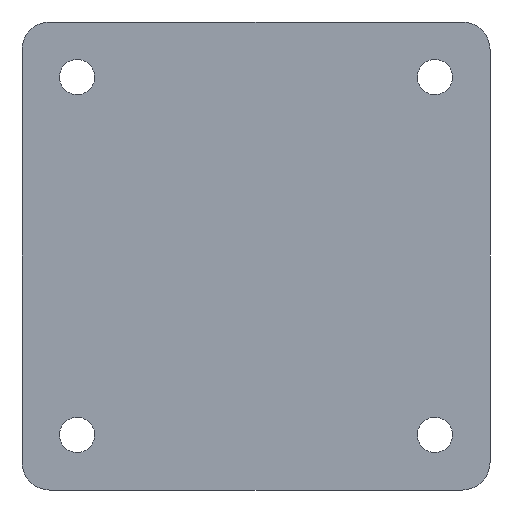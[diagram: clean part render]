
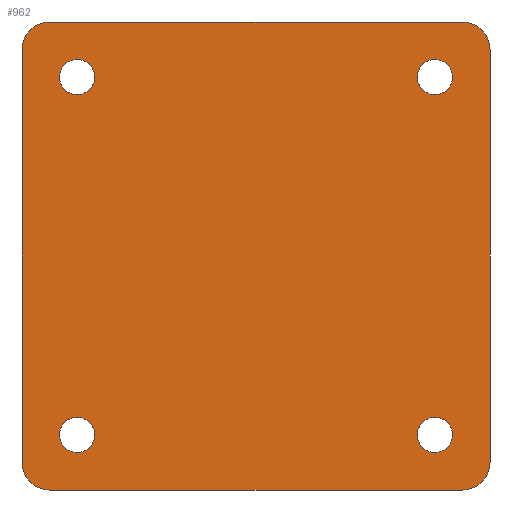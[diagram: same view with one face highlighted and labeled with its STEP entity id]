
A CAD part, front view. The second image highlights one B-rep face of the part: STEP entity #962.
In plain terms, the highlighted planar face has unit normal (0, -1, 0).
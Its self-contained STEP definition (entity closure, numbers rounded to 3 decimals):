
#6 = CIRCLE ( 'NONE', #1046, 6.4 ) ;
#7 = CIRCLE ( 'NONE', #446, 6.4 ) ;
#15 = CARTESIAN_POINT ( 'NONE',  ( -75., 0., 85. ) ) ;
#25 = AXIS2_PLACEMENT_3D ( 'NONE', #557, #850, #1064 ) ;
#38 = VERTEX_POINT ( 'NONE', #15 ) ;
#46 = FACE_BOUND ( 'NONE', #1123, .T. ) ;
#59 = CARTESIAN_POINT ( 'NONE',  ( -85., 0., -85. ) ) ;
#64 = CIRCLE ( 'NONE', #25, 6.4 ) ;
#73 = CARTESIAN_POINT ( 'NONE',  ( -65., 0., -65. ) ) ;
#90 = ORIENTED_EDGE ( 'NONE', *, *, #261, .F. ) ;
#91 = DIRECTION ( 'NONE',  ( 0., 0., 1. ) ) ;
#100 = VERTEX_POINT ( 'NONE', #349 ) ;
#110 = LINE ( 'NONE', #993, #1032 ) ;
#112 = VERTEX_POINT ( 'NONE', #653 ) ;
#115 = ORIENTED_EDGE ( 'NONE', *, *, #835, .F. ) ;
#152 = EDGE_LOOP ( 'NONE', ( #891, #915 ) ) ;
#156 = LINE ( 'NONE', #59, #670 ) ;
#165 = DIRECTION ( 'NONE',  ( 0., 0., 1. ) ) ;
#169 = DIRECTION ( 'NONE',  ( -1., 0., 0. ) ) ;
#186 = EDGE_CURVE ( 'NONE', #228, #298, #6, .T. ) ;
#199 = AXIS2_PLACEMENT_3D ( 'NONE', #626, #831, #218 ) ;
#205 = VERTEX_POINT ( 'NONE', #782 ) ;
#218 = DIRECTION ( 'NONE',  ( 0., 0., -1. ) ) ;
#221 = VECTOR ( 'NONE', #230, 1000. ) ;
#228 = VERTEX_POINT ( 'NONE', #1277 ) ;
#230 = DIRECTION ( 'NONE',  ( 1., 0., 0. ) ) ;
#238 = CARTESIAN_POINT ( 'NONE',  ( 75., 0., 85. ) ) ;
#243 = EDGE_CURVE ( 'NONE', #1005, #312, #267, .T. ) ;
#261 = EDGE_CURVE ( 'NONE', #205, #395, #311, .T. ) ;
#264 = AXIS2_PLACEMENT_3D ( 'NONE', #619, #1144, #1031 ) ;
#267 = CIRCLE ( 'NONE', #566, 6.4 ) ;
#277 = CARTESIAN_POINT ( 'NONE',  ( -65., 0., 65. ) ) ;
#288 = CIRCLE ( 'NONE', #1060, 6.4 ) ;
#291 = ORIENTED_EDGE ( 'NONE', *, *, #1248, .T. ) ;
#292 = AXIS2_PLACEMENT_3D ( 'NONE', #512, #825, #820 ) ;
#297 = CIRCLE ( 'NONE', #970, 6.4 ) ;
#298 = VERTEX_POINT ( 'NONE', #591 ) ;
#299 = ORIENTED_EDGE ( 'NONE', *, *, #186, .T. ) ;
#305 = AXIS2_PLACEMENT_3D ( 'NONE', #899, #1204, #697 ) ;
#307 = CARTESIAN_POINT ( 'NONE',  ( 65., 0., -65. ) ) ;
#311 = LINE ( 'NONE', #462, #674 ) ;
#312 = VERTEX_POINT ( 'NONE', #390 ) ;
#349 = CARTESIAN_POINT ( 'NONE',  ( 65., 0., -58.6 ) ) ;
#358 = EDGE_CURVE ( 'NONE', #100, #986, #288, .T. ) ;
#375 = CARTESIAN_POINT ( 'NONE',  ( 65., 0., -65. ) ) ;
#383 = ORIENTED_EDGE ( 'NONE', *, *, #1235, .T. ) ;
#386 = CARTESIAN_POINT ( 'NONE',  ( -85., 0., -75. ) ) ;
#390 = CARTESIAN_POINT ( 'NONE',  ( -65., 0., 58.6 ) ) ;
#395 = VERTEX_POINT ( 'NONE', #731 ) ;
#397 = CARTESIAN_POINT ( 'NONE',  ( 75., 0., -85. ) ) ;
#413 = DIRECTION ( 'NONE',  ( 0., 1., 0. ) ) ;
#427 = ORIENTED_EDGE ( 'NONE', *, *, #1140, .T. ) ;
#441 = VERTEX_POINT ( 'NONE', #238 ) ;
#446 = AXIS2_PLACEMENT_3D ( 'NONE', #1162, #953, #1275 ) ;
#447 = DIRECTION ( 'NONE',  ( 0., -1., 0. ) ) ;
#456 = LINE ( 'NONE', #1143, #221 ) ;
#462 = CARTESIAN_POINT ( 'NONE',  ( 85., 0., 85. ) ) ;
#471 = CIRCLE ( 'NONE', #292, 10. ) ;
#474 = EDGE_LOOP ( 'NONE', ( #877, #291 ) ) ;
#483 = EDGE_CURVE ( 'NONE', #38, #441, #456, .T. ) ;
#509 = DIRECTION ( 'NONE',  ( 0., -1., 0. ) ) ;
#511 = CARTESIAN_POINT ( 'NONE',  ( -85., 0., 75. ) ) ;
#512 = CARTESIAN_POINT ( 'NONE',  ( -75., 0., -75. ) ) ;
#533 = FACE_BOUND ( 'NONE', #152, .T. ) ;
#540 = EDGE_LOOP ( 'NONE', ( #892, #952 ) ) ;
#557 = CARTESIAN_POINT ( 'NONE',  ( -65., 0., 65. ) ) ;
#558 = EDGE_CURVE ( 'NONE', #312, #1005, #64, .T. ) ;
#563 = AXIS2_PLACEMENT_3D ( 'NONE', #1138, #509, #923 ) ;
#566 = AXIS2_PLACEMENT_3D ( 'NONE', #277, #985, #1098 ) ;
#569 = DIRECTION ( 'NONE',  ( 0., 0., -1. ) ) ;
#571 = DIRECTION ( 'NONE',  ( 0., 0., -1. ) ) ;
#580 = VERTEX_POINT ( 'NONE', #753 ) ;
#591 = CARTESIAN_POINT ( 'NONE',  ( -65., 0., -58.6 ) ) ;
#593 = DIRECTION ( 'NONE',  ( 0., 0., 1. ) ) ;
#600 = VERTEX_POINT ( 'NONE', #949 ) ;
#602 = EDGE_CURVE ( 'NONE', #112, #600, #7, .T. ) ;
#611 = CARTESIAN_POINT ( 'NONE',  ( -65., 0., 71.4 ) ) ;
#619 = CARTESIAN_POINT ( 'NONE',  ( 65., 0., 65. ) ) ;
#623 = ORIENTED_EDGE ( 'NONE', *, *, #672, .T. ) ;
#626 = CARTESIAN_POINT ( 'NONE',  ( 75., 0., 75. ) ) ;
#649 = ORIENTED_EDGE ( 'NONE', *, *, #483, .F. ) ;
#653 = CARTESIAN_POINT ( 'NONE',  ( 65., 0., 71.4 ) ) ;
#656 = AXIS2_PLACEMENT_3D ( 'NONE', #1070, #447, #569 ) ;
#670 = VECTOR ( 'NONE', #169, 1000. ) ;
#672 = EDGE_CURVE ( 'NONE', #38, #1278, #1055, .T. ) ;
#674 = VECTOR ( 'NONE', #571, 1000. ) ;
#697 = DIRECTION ( 'NONE',  ( 0., 0., -1. ) ) ;
#713 = FACE_OUTER_BOUND ( 'NONE', #1120, .T. ) ;
#731 = CARTESIAN_POINT ( 'NONE',  ( 85., 0., -75. ) ) ;
#753 = CARTESIAN_POINT ( 'NONE',  ( -75., 0., -85. ) ) ;
#782 = CARTESIAN_POINT ( 'NONE',  ( 85., 0., 75. ) ) ;
#791 = CARTESIAN_POINT ( 'NONE',  ( 65., 0., -71.4 ) ) ;
#794 = ORIENTED_EDGE ( 'NONE', *, *, #1173, .T. ) ;
#820 = DIRECTION ( 'NONE',  ( 0., 0., -1. ) ) ;
#825 = DIRECTION ( 'NONE',  ( 0., -1., 0. ) ) ;
#831 = DIRECTION ( 'NONE',  ( 0., -1., 0. ) ) ;
#835 = EDGE_CURVE ( 'NONE', #920, #580, #156, .T. ) ;
#841 = ORIENTED_EDGE ( 'NONE', *, *, #964, .T. ) ;
#850 = DIRECTION ( 'NONE',  ( 0., 1., 0. ) ) ;
#877 = ORIENTED_EDGE ( 'NONE', *, *, #602, .T. ) ;
#891 = ORIENTED_EDGE ( 'NONE', *, *, #243, .T. ) ;
#892 = ORIENTED_EDGE ( 'NONE', *, *, #358, .T. ) ;
#899 = CARTESIAN_POINT ( 'NONE',  ( 0., 0., 0. ) ) ;
#915 = ORIENTED_EDGE ( 'NONE', *, *, #558, .T. ) ;
#920 = VERTEX_POINT ( 'NONE', #397 ) ;
#923 = DIRECTION ( 'NONE',  ( 0., 0., -1. ) ) ;
#930 = CIRCLE ( 'NONE', #1200, 6.4 ) ;
#946 = CIRCLE ( 'NONE', #563, 10. ) ;
#949 = CARTESIAN_POINT ( 'NONE',  ( 65., 0., 58.6 ) ) ;
#952 = ORIENTED_EDGE ( 'NONE', *, *, #1241, .T. ) ;
#953 = DIRECTION ( 'NONE',  ( 0., 1., 0. ) ) ;
#962 = ADVANCED_FACE ( 'NONE', ( #1051, #46, #1101, #533, #713 ), #1210, .T. ) ;
#963 = CIRCLE ( 'NONE', #199, 10. ) ;
#964 = EDGE_CURVE ( 'NONE', #298, #228, #297, .T. ) ;
#965 = DIRECTION ( 'NONE',  ( 0., 0., 1. ) ) ;
#970 = AXIS2_PLACEMENT_3D ( 'NONE', #1312, #1006, #91 ) ;
#985 = DIRECTION ( 'NONE',  ( 0., 1., 0. ) ) ;
#986 = VERTEX_POINT ( 'NONE', #791 ) ;
#993 = CARTESIAN_POINT ( 'NONE',  ( -85., 0., 85. ) ) ;
#1004 = EDGE_CURVE ( 'NONE', #1016, #1278, #110, .T. ) ;
#1005 = VERTEX_POINT ( 'NONE', #611 ) ;
#1006 = DIRECTION ( 'NONE',  ( 0., 1., 0. ) ) ;
#1016 = VERTEX_POINT ( 'NONE', #386 ) ;
#1031 = DIRECTION ( 'NONE',  ( 0., 0., 1. ) ) ;
#1032 = VECTOR ( 'NONE', #593, 1000. ) ;
#1038 = DIRECTION ( 'NONE',  ( 0., 0., 1. ) ) ;
#1046 = AXIS2_PLACEMENT_3D ( 'NONE', #73, #1079, #965 ) ;
#1051 = FACE_BOUND ( 'NONE', #540, .T. ) ;
#1055 = CIRCLE ( 'NONE', #656, 10. ) ;
#1060 = AXIS2_PLACEMENT_3D ( 'NONE', #375, #1073, #165 ) ;
#1064 = DIRECTION ( 'NONE',  ( 0., 0., 1. ) ) ;
#1070 = CARTESIAN_POINT ( 'NONE',  ( -75., 0., 75. ) ) ;
#1073 = DIRECTION ( 'NONE',  ( 0., 1., 0. ) ) ;
#1079 = DIRECTION ( 'NONE',  ( 0., 1., 0. ) ) ;
#1083 = CIRCLE ( 'NONE', #264, 6.4 ) ;
#1098 = DIRECTION ( 'NONE',  ( 0., 0., 1. ) ) ;
#1101 = FACE_BOUND ( 'NONE', #474, .T. ) ;
#1120 = EDGE_LOOP ( 'NONE', ( #115, #794, #90, #383, #649, #623, #1231, #427 ) ) ;
#1123 = EDGE_LOOP ( 'NONE', ( #841, #299 ) ) ;
#1138 = CARTESIAN_POINT ( 'NONE',  ( 75., 0., -75. ) ) ;
#1140 = EDGE_CURVE ( 'NONE', #1016, #580, #471, .T. ) ;
#1143 = CARTESIAN_POINT ( 'NONE',  ( -85., 0., 85. ) ) ;
#1144 = DIRECTION ( 'NONE',  ( 0., 1., 0. ) ) ;
#1162 = CARTESIAN_POINT ( 'NONE',  ( 65., 0., 65. ) ) ;
#1173 = EDGE_CURVE ( 'NONE', #920, #395, #946, .T. ) ;
#1200 = AXIS2_PLACEMENT_3D ( 'NONE', #307, #413, #1038 ) ;
#1204 = DIRECTION ( 'NONE',  ( 0., -1., 0. ) ) ;
#1210 = PLANE ( 'NONE',  #305 ) ;
#1231 = ORIENTED_EDGE ( 'NONE', *, *, #1004, .F. ) ;
#1235 = EDGE_CURVE ( 'NONE', #205, #441, #963, .T. ) ;
#1241 = EDGE_CURVE ( 'NONE', #986, #100, #930, .T. ) ;
#1248 = EDGE_CURVE ( 'NONE', #600, #112, #1083, .T. ) ;
#1275 = DIRECTION ( 'NONE',  ( 0., 0., 1. ) ) ;
#1277 = CARTESIAN_POINT ( 'NONE',  ( -65., 0., -71.4 ) ) ;
#1278 = VERTEX_POINT ( 'NONE', #511 ) ;
#1312 = CARTESIAN_POINT ( 'NONE',  ( -65., 0., -65. ) ) ;
